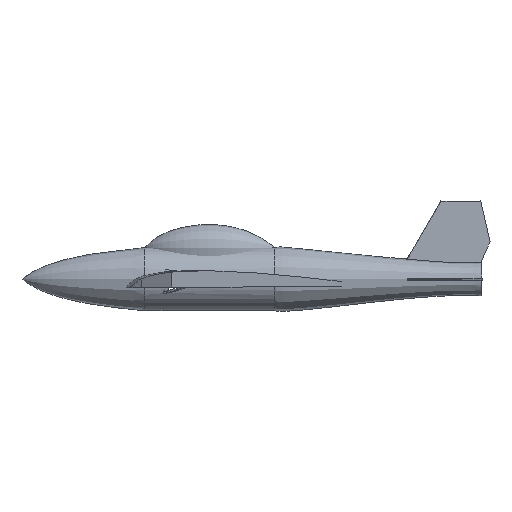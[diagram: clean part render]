
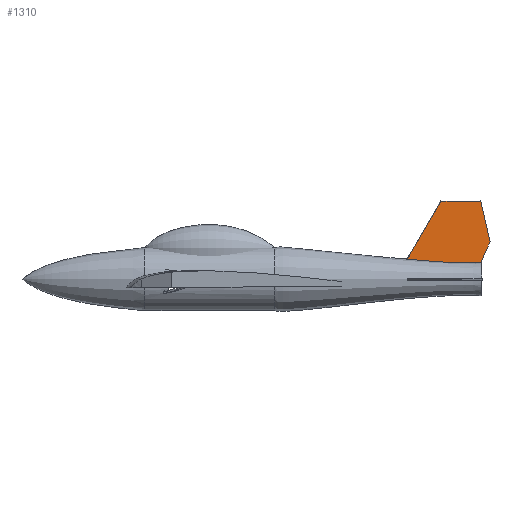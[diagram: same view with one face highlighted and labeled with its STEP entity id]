
A CAD part, front view. The second image highlights one B-rep face of the part: STEP entity #1310.
In plain terms, the highlighted planar face has unit normal (0, -1, 0).
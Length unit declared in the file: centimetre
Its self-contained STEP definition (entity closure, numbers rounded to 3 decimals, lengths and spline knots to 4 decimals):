
#180=FACE_OUTER_BOUND('',#273,.T.);
#273=EDGE_LOOP('',(#1153,#1154,#1155,#1156,#1157,#1158));
#350=LINE('',#4559,#433);
#351=LINE('',#4564,#434);
#352=LINE('',#4566,#435);
#353=LINE('',#4568,#436);
#354=LINE('',#4570,#437);
#355=LINE('',#4571,#438);
#433=VECTOR('',#1681,1.);
#434=VECTOR('',#1688,1.);
#435=VECTOR('',#1689,1.);
#436=VECTOR('',#1690,1.);
#437=VECTOR('',#1691,1.);
#438=VECTOR('',#1692,1.);
#628=VERTEX_POINT('',#4552);
#631=VERTEX_POINT('',#4557);
#632=VERTEX_POINT('',#4563);
#633=VERTEX_POINT('',#4565);
#634=VERTEX_POINT('',#4567);
#635=VERTEX_POINT('',#4569);
#806=EDGE_CURVE('',#631,#628,#350,.T.);
#808=EDGE_CURVE('',#632,#631,#351,.T.);
#809=EDGE_CURVE('',#633,#632,#352,.T.);
#810=EDGE_CURVE('',#633,#634,#353,.T.);
#811=EDGE_CURVE('',#634,#635,#354,.T.);
#812=EDGE_CURVE('',#635,#628,#355,.T.);
#1153=ORIENTED_EDGE('',*,*,#806,.F.);
#1154=ORIENTED_EDGE('',*,*,#808,.F.);
#1155=ORIENTED_EDGE('',*,*,#809,.F.);
#1156=ORIENTED_EDGE('',*,*,#810,.T.);
#1157=ORIENTED_EDGE('',*,*,#811,.T.);
#1158=ORIENTED_EDGE('',*,*,#812,.T.);
#1230=PLANE('',#1428);
#1310=ADVANCED_FACE('',(#180),#1230,.T.);
#1428=AXIS2_PLACEMENT_3D('',#4562,#1686,#1687);
#1681=DIRECTION('',(1.,0.,0.));
#1686=DIRECTION('center_axis',(0.,-1.,0.));
#1687=DIRECTION('ref_axis',(0.,0.,-1.));
#1688=DIRECTION('',(0.502,0.,0.865));
#1689=DIRECTION('',(0.555,0.,0.832));
#1690=DIRECTION('',(1.,0.,0.019));
#1691=DIRECTION('',(0.409,0.,0.913));
#1692=DIRECTION('',(-0.221,0.,0.975));
#4552=CARTESIAN_POINT('',(-1.5725,-0.03,3.6321));
#4557=CARTESIAN_POINT('',(-3.4388,-0.03,3.6321));
#4559=CARTESIAN_POINT('',(-3.3141,-0.03,3.6321));
#4562=CARTESIAN_POINT('Origin',(-3.1722,-0.03,2.181));
#4563=CARTESIAN_POINT('',(-5.1353,-0.03,0.7069));
#4564=CARTESIAN_POINT('',(-4.4877,-0.03,1.8235));
#4565=CARTESIAN_POINT('',(-5.1391,-0.03,0.7012));
#4566=CARTESIAN_POINT('',(-4.5046,-0.03,1.6529));
#4567=CARTESIAN_POINT('',(-1.5793,-0.03,0.769));
#4568=CARTESIAN_POINT('',(-1.5793,-0.03,0.769));
#4569=CARTESIAN_POINT('',(-1.1444,-0.03,1.7395));
#4570=CARTESIAN_POINT('',(-1.1444,-0.03,1.7395));
#4571=CARTESIAN_POINT('',(-1.5793,-0.03,3.6621));
